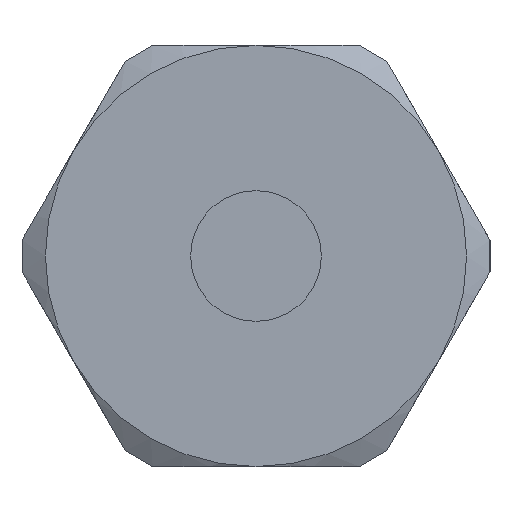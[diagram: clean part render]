
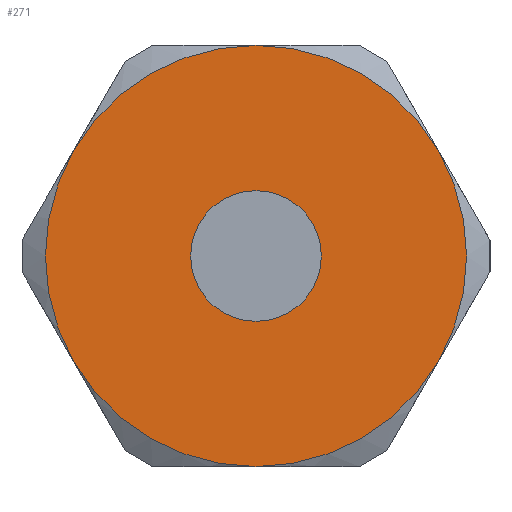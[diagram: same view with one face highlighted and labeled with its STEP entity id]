
A CAD part, left-side view. The second image highlights one B-rep face of the part: STEP entity #271.
In plain terms, the highlighted planar face has unit normal (-1, 0, 0).
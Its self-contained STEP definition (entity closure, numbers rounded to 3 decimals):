
#271 = ADVANCED_FACE( '', ( #540, #541 ), #542, .F. );
#540 = FACE_OUTER_BOUND( '', #827, .T. );
#541 = FACE_BOUND( '', #828, .T. );
#542 = PLANE( '', #829 );
#827 = EDGE_LOOP( '', ( #1368, #1369, #1370, #1371, #1372, #1373 ) );
#828 = EDGE_LOOP( '', ( #1374 ) );
#829 = AXIS2_PLACEMENT_3D( '', #1375, #1376, #1377 );
#1368 = ORIENTED_EDGE( '', *, *, #1862, .F. );
#1369 = ORIENTED_EDGE( '', *, *, #1810, .F. );
#1370 = ORIENTED_EDGE( '', *, *, #1736, .F. );
#1371 = ORIENTED_EDGE( '', *, *, #1863, .F. );
#1372 = ORIENTED_EDGE( '', *, *, #1864, .F. );
#1373 = ORIENTED_EDGE( '', *, *, #1693, .F. );
#1374 = ORIENTED_EDGE( '', *, *, #1865, .T. );
#1375 = CARTESIAN_POINT( '', ( 0., 0., 0. ) );
#1376 = DIRECTION( '', ( 1., 0., 0. ) );
#1377 = DIRECTION( '', ( 0., 0., -1. ) );
#1693 = EDGE_CURVE( '', #1991, #1992, #1993, .T. );
#1736 = EDGE_CURVE( '', #2063, #2064, #2065, .T. );
#1810 = EDGE_CURVE( '', #2064, #2052, #2174, .T. );
#1862 = EDGE_CURVE( '', #2052, #1991, #2237, .T. );
#1863 = EDGE_CURVE( '', #1968, #2063, #2238, .T. );
#1864 = EDGE_CURVE( '', #1992, #1968, #2239, .T. );
#1865 = EDGE_CURVE( '', #2240, #2240, #2241, .T. );
#1968 = VERTEX_POINT( '', #2388 );
#1991 = VERTEX_POINT( '', #2462 );
#1992 = VERTEX_POINT( '', #2463 );
#1993 = CIRCLE( '', #2464, 13.5 );
#2052 = VERTEX_POINT( '', #2603 );
#2063 = VERTEX_POINT( '', #2633 );
#2064 = VERTEX_POINT( '', #2634 );
#2065 = CIRCLE( '', #2635, 13.5 );
#2174 = CIRCLE( '', #2882, 13.5 );
#2237 = CIRCLE( '', #3034, 13.5 );
#2238 = CIRCLE( '', #3035, 13.5 );
#2239 = CIRCLE( '', #3036, 13.5 );
#2240 = VERTEX_POINT( '', #3037 );
#2241 = CIRCLE( '', #3038, 4.188 );
#2388 = CARTESIAN_POINT( '', ( 0., -11.691, 6.75 ) );
#2462 = CARTESIAN_POINT( '', ( 0., 11.691, 6.75 ) );
#2463 = CARTESIAN_POINT( '', ( 0., 0., 13.5 ) );
#2464 = AXIS2_PLACEMENT_3D( '', #3229, #3230, #3231 );
#2603 = CARTESIAN_POINT( '', ( 0., 11.691, -6.75 ) );
#2633 = CARTESIAN_POINT( '', ( 0., -11.691, -6.75 ) );
#2634 = CARTESIAN_POINT( '', ( 0., 0., -13.5 ) );
#2635 = AXIS2_PLACEMENT_3D( '', #3260, #3261, #3262 );
#2882 = AXIS2_PLACEMENT_3D( '', #3328, #3329, #3330 );
#3034 = AXIS2_PLACEMENT_3D( '', #3369, #3370, #3371 );
#3035 = AXIS2_PLACEMENT_3D( '', #3372, #3373, #3374 );
#3036 = AXIS2_PLACEMENT_3D( '', #3375, #3376, #3377 );
#3037 = CARTESIAN_POINT( '', ( 0., 0., -4.188 ) );
#3038 = AXIS2_PLACEMENT_3D( '', #3378, #3379, #3380 );
#3229 = CARTESIAN_POINT( '', ( 0., 0., 0. ) );
#3230 = DIRECTION( '', ( 1., 0., 0. ) );
#3231 = DIRECTION( '', ( 0., 0., -1. ) );
#3260 = CARTESIAN_POINT( '', ( 0., 0., 0. ) );
#3261 = DIRECTION( '', ( 1., 0., 0. ) );
#3262 = DIRECTION( '', ( 0., 0., -1. ) );
#3328 = CARTESIAN_POINT( '', ( 0., 0., 0. ) );
#3329 = DIRECTION( '', ( 1., 0., 0. ) );
#3330 = DIRECTION( '', ( 0., 0., -1. ) );
#3369 = CARTESIAN_POINT( '', ( 0., 0., 0. ) );
#3370 = DIRECTION( '', ( 1., 0., 0. ) );
#3371 = DIRECTION( '', ( 0., 0., -1. ) );
#3372 = CARTESIAN_POINT( '', ( 0., 0., 0. ) );
#3373 = DIRECTION( '', ( 1., 0., 0. ) );
#3374 = DIRECTION( '', ( 0., 0., -1. ) );
#3375 = CARTESIAN_POINT( '', ( 0., 0., 0. ) );
#3376 = DIRECTION( '', ( 1., 0., 0. ) );
#3377 = DIRECTION( '', ( 0., 0., -1. ) );
#3378 = CARTESIAN_POINT( '', ( 0., 0., 0. ) );
#3379 = DIRECTION( '', ( 1., 0., 0. ) );
#3380 = DIRECTION( '', ( 0., 0., -1. ) );
